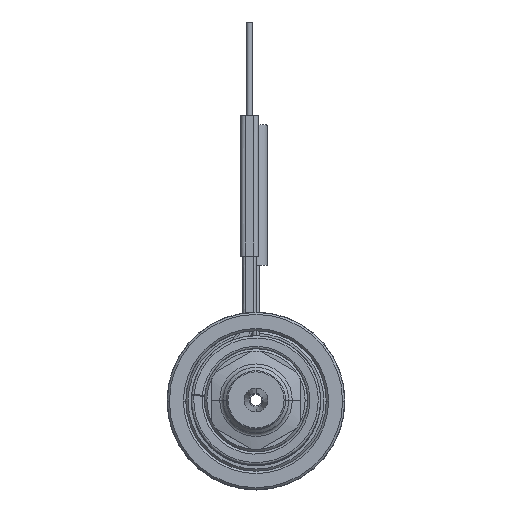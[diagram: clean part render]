
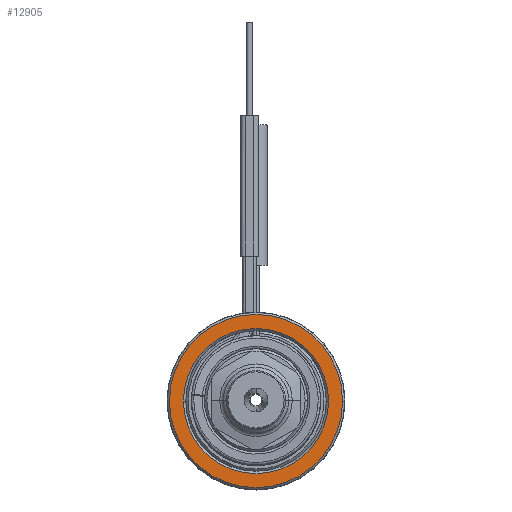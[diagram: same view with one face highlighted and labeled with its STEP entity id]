
A CAD part, top view. The second image highlights one B-rep face of the part: STEP entity #12905.
In plain terms, the highlighted planar face has unit normal (0, 0, 1).
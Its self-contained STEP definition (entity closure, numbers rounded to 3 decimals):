
#4131=CARTESIAN_POINT('',(0.,0.,
35.));
#4132=DIRECTION('',(0.,0.,-1.));
#4133=DIRECTION('',(-1.,0.,0.));
#4134=AXIS2_PLACEMENT_3D('',#4131,#4132,#4133);
#4145=CARTESIAN_POINT('',(0.,0.,
35.));
#4146=DIRECTION('',(0.,0.,-1.));
#4147=DIRECTION('',(1.,0.,0.));
#4148=AXIS2_PLACEMENT_3D('',#4145,#4146,#4147);
#4159=CARTESIAN_POINT('',(0.,0.,
35.));
#4160=DIRECTION('',(0.,0.,-1.));
#4161=DIRECTION('',(1.,0.,0.));
#4162=AXIS2_PLACEMENT_3D('',#4159,#4160,#4161);
#4173=CARTESIAN_POINT('',(0.,0.,
35.));
#4174=DIRECTION('',(0.,0.,-1.));
#4175=DIRECTION('',(-1.,0.,0.));
#4176=AXIS2_PLACEMENT_3D('',#4173,#4174,#4175);
#6885=CARTESIAN_POINT('',(18.5,0.,35.));
#6886=CARTESIAN_POINT('',(-18.5,0.,35.));
#6887=VERTEX_POINT('',#6885);
#6888=VERTEX_POINT('',#6886);
#6889=CARTESIAN_POINT('',(15.5,0.,35.));
#6890=CARTESIAN_POINT('',(-15.5,0.,35.));
#6891=VERTEX_POINT('',#6889);
#6892=VERTEX_POINT('',#6890);
#12890=CARTESIAN_POINT('',(0.,0.,35.));
#12891=DIRECTION('',(0.,0.,1.));
#12892=DIRECTION('',(-1.,0.,0.));
#12893=AXIS2_PLACEMENT_3D('',#12890,#12891,#12892);
#12894=PLANE('',#12893);
#12895=ORIENTED_EDGE('',*,*,#12872,.T.);
#12896=ORIENTED_EDGE('',*,*,#12857,.T.);
#12897=EDGE_LOOP('',(#12895,#12896));
#12898=FACE_OUTER_BOUND('',#12897,.F.);
#12900=ORIENTED_EDGE('',*,*,#12899,.F.);
#12902=ORIENTED_EDGE('',*,*,#12901,.F.);
#12903=EDGE_LOOP('',(#12900,#12902));
#12904=FACE_BOUND('',#12903,.F.);
#4135=CIRCLE('',#4134,18.5);
#4149=CIRCLE('',#4148,18.5);
#4163=CIRCLE('',#4162,15.5);
#4177=CIRCLE('',#4176,15.5);
#12857=EDGE_CURVE('',#6888,#6887,#4135,.T.);
#12872=EDGE_CURVE('',#6887,#6888,#4149,.T.);
#12899=EDGE_CURVE('',#6891,#6892,#4163,.T.);
#12901=EDGE_CURVE('',#6892,#6891,#4177,.T.);
#12905=ADVANCED_FACE('',(#12898,#12904),#12894,.T.);
